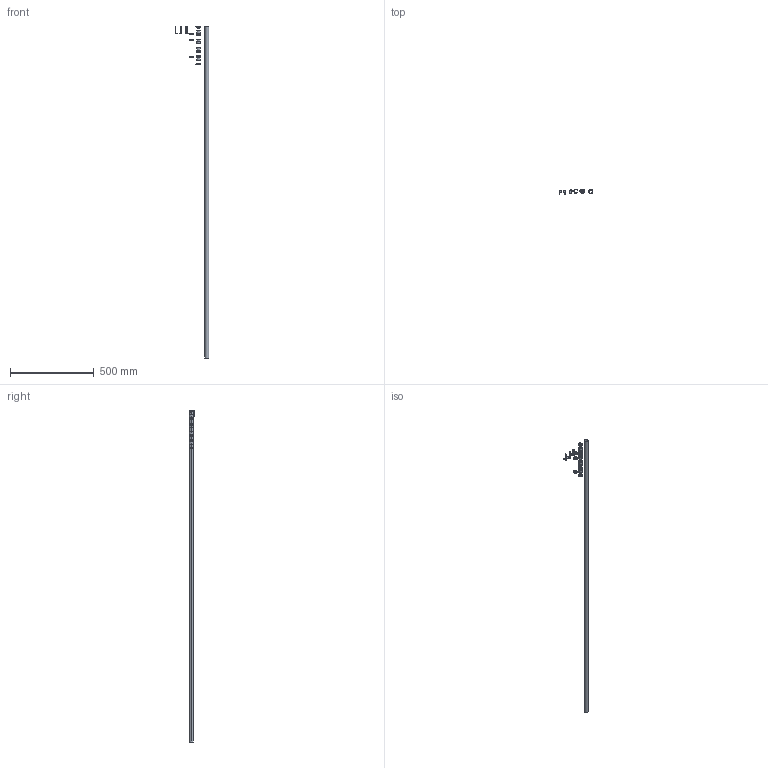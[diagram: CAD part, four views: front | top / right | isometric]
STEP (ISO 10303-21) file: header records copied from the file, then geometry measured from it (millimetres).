
FILE_DESCRIPTION (( 'STEP AP203' ), '1' );
FILE_NAME ('FSA8800 S22 Set 3 Teile 1980.STEP', '2025-04-24T16:28:04', ( '' ), ( '' ), 'SwSTEP 2.0', 'SolidWorks 2023', '' );
FILE_SCHEMA (( 'CONFIG_CONTROL_DESIGN' ));
Length unit declared in the file: millimetre
Products named in the file (20): Montagewinkel gefälzte Tür; FSA8800 S22 Set 3 Teile 1980; Montagewinkel rechts_01; Zapfen S22; Abdeckprofil 1980 S22_1980; Montagewinkel rechts; Montagewinkel links_01; Sicherungsclip S22; Klebeband Montagewinkel gefältzte Tür; Montagewinkel gefältze Tür_01; Abdeckfolie d23_01; Klebepad Montagewinkel_mit Abdeckfolie u. & o.; Kleberondelle d23_01; Folie Montagewinkel; Montagewinkel links; Fuss S22; Folie Montagewinkel gefältzte Tür; Fuss mit Klebepad S22; Klebepad Montagewinkel gefältzte Tür_mit einer Abdeckfolie; Klebeband Montagewinkel
Assembly tree (26 placements, depth 4):
  FSA8800 S22 Set 3 Teile 1980
    Abdeckprofil 1980 S22_1980
    Fuss mit Klebepad S22  x2
      Fuss S22
      Kleberondelle d23_01
      Abdeckfolie d23_01
    Zapfen S22  x4
    Sicherungsclip S22  x3
    Montagewinkel gefälzte Tür
      Montagewinkel gefältze Tür_01
      Klebepad Montagewinkel gefältzte Tür_mit einer Abdeckfolie
        Klebeband Montagewinkel gefältzte Tür
        Folie Montagewinkel gefältzte Tür
    Montagewinkel links
      Montagewinkel links_01
      Klebepad Montagewinkel_mit Abdeckfolie u. & o.
        Klebeband Montagewinkel
        Folie Montagewinkel
    Montagewinkel rechts
      Montagewinkel rechts_01
      Klebepad Montagewinkel_mit Abdeckfolie u. & o.
        Klebeband Montagewinkel
        Folie Montagewinkel
Bounding box: 202 x 33.5 x 1982 mm (x, y, z)
Volume: 187755.6 mm3; surface area: 319661.7 mm2
Topology: 23 solids, 23 shells, 468 faces, 1056 edges, 624 vertices
Faces by surface type: cylinder 175, plane 135, torus 104, sphere 32, cone 22
Entity records: 8666 total; most frequent: DIRECTION 1254, CARTESIAN_POINT 1108, ORIENTED_EDGE 1004, AXIS2_PLACEMENT_3D 507, EDGE_CURVE 502, VERTEX_POINT 313, CIRCLE 252, EDGE_LOOP 241
